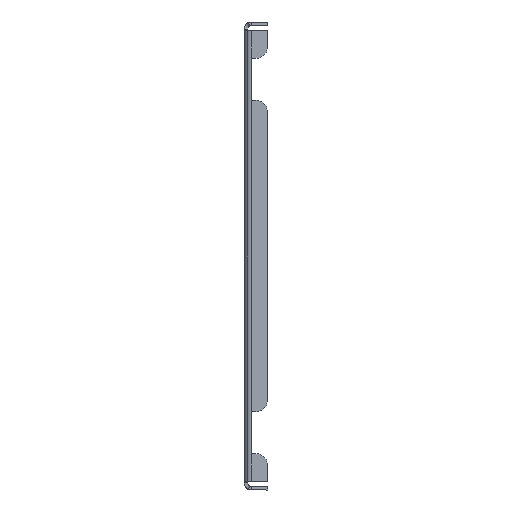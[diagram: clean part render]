
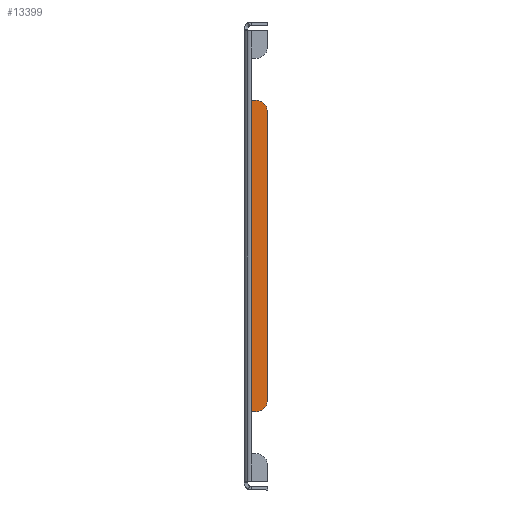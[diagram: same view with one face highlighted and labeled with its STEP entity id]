
A CAD part, left-side view. The second image highlights one B-rep face of the part: STEP entity #13399.
In plain terms, the highlighted planar face has unit normal (-1, 0, 0).
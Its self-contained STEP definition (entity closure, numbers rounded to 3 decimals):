
#675 = VERTEX_POINT ( 'NONE', #7938 ) ;
#2016 = ORIENTED_EDGE ( 'NONE', *, *, #66722, .T. ) ;
#4055 = DIRECTION ( 'NONE',  ( 0., 1., 0. ) ) ;
#4272 = CARTESIAN_POINT ( 'NONE',  ( -423.5, -3., 66.5 ) ) ;
#4306 = DIRECTION ( 'NONE',  ( 0., -1., 0. ) ) ;
#4709 = FACE_OUTER_BOUND ( 'NONE', #22006, .T. ) ;
#6012 = CARTESIAN_POINT ( 'NONE',  ( -423.5, -10., -61.5 ) ) ;
#6447 = AXIS2_PLACEMENT_3D ( 'NONE', #65186, #60736, #4306 ) ;
#7811 = EDGE_CURVE ( 'NONE', #70250, #675, #8781, .T. ) ;
#7938 = CARTESIAN_POINT ( 'NONE',  ( -423.5, -5., 66.5 ) ) ;
#7943 = LINE ( 'NONE', #69555, #56039 ) ;
#8781 = CIRCLE ( 'NONE', #6447, 5. ) ;
#9899 = DIRECTION ( 'NONE',  ( -1., 0., 0. ) ) ;
#13399 = ADVANCED_FACE ( 'NONE', ( #4709 ), #27212, .T. ) ;
#16517 = DIRECTION ( 'NONE',  ( 0., 0., 1. ) ) ;
#16551 = CARTESIAN_POINT ( 'NONE',  ( -423.5, -10., 61.5 ) ) ;
#17692 = VECTOR ( 'NONE', #4055, 1000. ) ;
#19005 = DIRECTION ( 'NONE',  ( 0., -1., 0. ) ) ;
#19541 = ORIENTED_EDGE ( 'NONE', *, *, #40576, .F. ) ;
#22006 = EDGE_LOOP ( 'NONE', ( #19541, #27991, #60293, #2016, #57506, #46316 ) ) ;
#22035 = LINE ( 'NONE', #32374, #55636 ) ;
#23843 = EDGE_CURVE ( 'NONE', #44449, #30416, #40013, .T. ) ;
#26762 = CARTESIAN_POINT ( 'NONE',  ( -423.5, -10., -96.346 ) ) ;
#27212 = PLANE ( 'NONE',  #61302 ) ;
#27991 = ORIENTED_EDGE ( 'NONE', *, *, #7811, .T. ) ;
#30416 = VERTEX_POINT ( 'NONE', #6012 ) ;
#32374 = CARTESIAN_POINT ( 'NONE',  ( -423.5, -3., 0. ) ) ;
#32475 = VERTEX_POINT ( 'NONE', #4272 ) ;
#33490 = DIRECTION ( 'NONE',  ( 0., 0., -1. ) ) ;
#37940 = DIRECTION ( 'NONE',  ( 0., -1., 0. ) ) ;
#40013 = CIRCLE ( 'NONE', #51809, 5. ) ;
#40576 = EDGE_CURVE ( 'NONE', #70250, #30416, #64779, .T. ) ;
#44449 = VERTEX_POINT ( 'NONE', #50410 ) ;
#46316 = ORIENTED_EDGE ( 'NONE', *, *, #23843, .T. ) ;
#47792 = EDGE_CURVE ( 'NONE', #32475, #675, #7943, .T. ) ;
#50240 = CARTESIAN_POINT ( 'NONE',  ( -423.5, -3., -66.5 ) ) ;
#50410 = CARTESIAN_POINT ( 'NONE',  ( -423.5, -5., -66.5 ) ) ;
#51809 = AXIS2_PLACEMENT_3D ( 'NONE', #53422, #9899, #37940 ) ;
#53422 = CARTESIAN_POINT ( 'NONE',  ( -423.5, -5., -61.5 ) ) ;
#55212 = VECTOR ( 'NONE', #59232, 1000. ) ;
#55636 = VECTOR ( 'NONE', #33490, 1000. ) ;
#55690 = CARTESIAN_POINT ( 'NONE',  ( -423.5, 420.693, -66.5 ) ) ;
#56039 = VECTOR ( 'NONE', #19005, 1000. ) ;
#57506 = ORIENTED_EDGE ( 'NONE', *, *, #65031, .F. ) ;
#59232 = DIRECTION ( 'NONE',  ( 0., 0., -1. ) ) ;
#60293 = ORIENTED_EDGE ( 'NONE', *, *, #47792, .F. ) ;
#60736 = DIRECTION ( 'NONE',  ( -1., 0., 0. ) ) ;
#61231 = VERTEX_POINT ( 'NONE', #50240 ) ;
#61302 = AXIS2_PLACEMENT_3D ( 'NONE', #72201, #66669, #16517 ) ;
#64779 = LINE ( 'NONE', #26762, #55212 ) ;
#65031 = EDGE_CURVE ( 'NONE', #44449, #61231, #70082, .T. ) ;
#65186 = CARTESIAN_POINT ( 'NONE',  ( -423.5, -5., 61.5 ) ) ;
#66669 = DIRECTION ( 'NONE',  ( -1., 0., 0. ) ) ;
#66722 = EDGE_CURVE ( 'NONE', #32475, #61231, #22035, .T. ) ;
#69555 = CARTESIAN_POINT ( 'NONE',  ( -423.5, 420.693, 66.5 ) ) ;
#70082 = LINE ( 'NONE', #55690, #17692 ) ;
#70250 = VERTEX_POINT ( 'NONE', #16551 ) ;
#72201 = CARTESIAN_POINT ( 'NONE',  ( -423.5, 420.693, 0. ) ) ;
